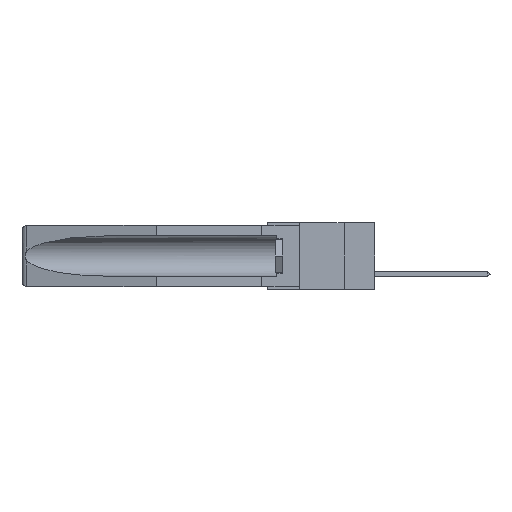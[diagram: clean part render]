
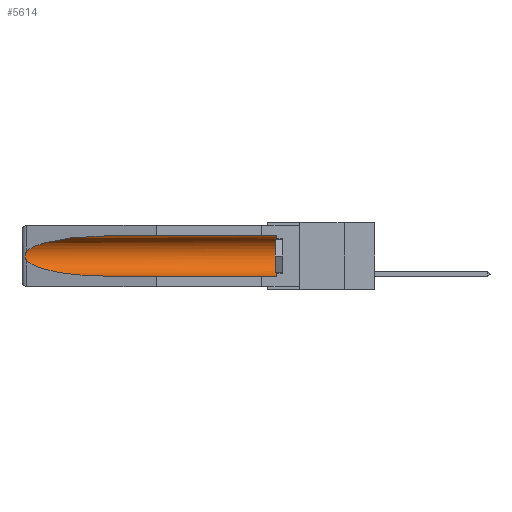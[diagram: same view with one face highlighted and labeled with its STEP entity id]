
A CAD part, left-side view. The second image highlights one B-rep face of the part: STEP entity #5614.
In plain terms, the highlighted cylindrical face has radius 2.857 mm (diameter 5.715 mm), a partial arc.
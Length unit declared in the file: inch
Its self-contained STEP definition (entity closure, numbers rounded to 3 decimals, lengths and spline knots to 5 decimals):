
#196 = ORIENTED_EDGE ( 'NONE', *, *, #2482, .T. ) ;
#232 = CARTESIAN_POINT ( 'NONE',  ( 0.155, 1.07973, -0.284 ) ) ;
#609 = CARTESIAN_POINT ( 'NONE',  ( 0.155, -0.30754, -0.1715 ) ) ;
#977 = ORIENTED_EDGE ( 'NONE', *, *, #16634, .T. ) ;
#1170 = CARTESIAN_POINT ( 'NONE',  ( 0.26654, 1.53092, -0.15636 ) ) ;
#1255 = CARTESIAN_POINT ( 'NONE',  ( 0.2675, 1.53308, -0.16763 ) ) ;
#2482 = EDGE_CURVE ( 'NONE', #18350, #12417, #11097, .T. ) ;
#2544 = DIRECTION ( 'NONE',  ( 0., 1., 0. ) ) ;
#2667 = AXIS2_PLACEMENT_3D ( 'NONE', #609, #2544, #6924 ) ;
#3021 = CARTESIAN_POINT ( 'NONE',  ( 0.26597, 1.5296, -0.19026 ) ) ;
#3190 = EDGE_LOOP ( 'NONE', ( #22658, #19278, #977, #19526, #8408, #196 ) ) ;
#3687 = CARTESIAN_POINT ( 'NONE',  ( 0.21114, 1.30732, -0.059 ) ) ;
#4224 = VERTEX_POINT ( 'NONE', #17443 ) ;
#4370 =( BOUNDED_CURVE ( )  B_SPLINE_CURVE ( 3, ( #9246, #3687, #17047, #11063 ),
 .UNSPECIFIED., .F., .F. ) 
 B_SPLINE_CURVE_WITH_KNOTS ( ( 4, 4 ),
 ( 4.71239, 6.08839 ),
 .UNSPECIFIED. ) 
 CURVE ( )  GEOMETRIC_REPRESENTATION_ITEM ( )  RATIONAL_B_SPLINE_CURVE ( ( 1., 0.848, 0.848, 1. ) ) 
 REPRESENTATION_ITEM ( '' )  );
#4816 = FACE_OUTER_BOUND ( 'NONE', #3190, .T. ) ;
#5614 = ADVANCED_FACE ( 'NONE', ( #4816 ), #14579, .F. ) ;
#5942 = CARTESIAN_POINT ( 'NONE',  ( 0.155, -0.30754, -0.059 ) ) ;
#6389 = CARTESIAN_POINT ( 'NONE',  ( 0.26537, 1.52718, -0.19328 ) ) ;
#6488 = EDGE_CURVE ( 'NONE', #14860, #20900, #18324, .T. ) ;
#6792 = CARTESIAN_POINT ( 'NONE',  ( 0.2673, 1.5327, -0.16383 ) ) ;
#6924 = DIRECTION ( 'NONE',  ( 0., 0., 1. ) ) ;
#7399 = DIRECTION ( 'NONE',  ( 0., 0., 1. ) ) ;
#7813 = CARTESIAN_POINT ( 'NONE',  ( 0.155, -0.30754, -0.284 ) ) ;
#8408 = ORIENTED_EDGE ( 'NONE', *, *, #23670, .T. ) ;
#8827 = CARTESIAN_POINT ( 'NONE',  ( 0.26537, 1.52718, -0.14972 ) ) ;
#9246 = CARTESIAN_POINT ( 'NONE',  ( 0.155, 1.07973, -0.059 ) ) ;
#10675 = CARTESIAN_POINT ( 'NONE',  ( 0.26597, 1.52961, -0.15275 ) ) ;
#11063 = CARTESIAN_POINT ( 'NONE',  ( 0.26537, 1.52718, -0.14972 ) ) ;
#11097 = LINE ( 'NONE', #5942, #11702 ) ;
#11547 = CARTESIAN_POINT ( 'NONE',  ( 0.26537, 1.52718, -0.14972 ) ) ;
#11702 = VECTOR ( 'NONE', #17302, 39.37008 ) ;
#12350 = CARTESIAN_POINT ( 'NONE',  ( 0.155, 1.07973, -0.059 ) ) ;
#12417 = VERTEX_POINT ( 'NONE', #12350 ) ;
#12999 = CARTESIAN_POINT ( 'NONE',  ( 0.155, 0.126, -0.1715 ) ) ;
#13083 = LINE ( 'NONE', #7813, #15498 ) ;
#13102 = VERTEX_POINT ( 'NONE', #19271 ) ;
#13422 = DIRECTION ( 'NONE',  ( 0., 1., 0. ) ) ;
#13853 = CARTESIAN_POINT ( 'NONE',  ( 0.21114, 1.30732, -0.284 ) ) ;
#14223 = CARTESIAN_POINT ( 'NONE',  ( 0.2675, 1.53308, -0.17534 ) ) ;
#14386 = CARTESIAN_POINT ( 'NONE',  ( 0.26655, 1.53094, -0.18657 ) ) ;
#14579 = CYLINDRICAL_SURFACE ( 'NONE', #2667, 0.1125 ) ;
#14860 = VERTEX_POINT ( 'NONE', #11547 ) ;
#15498 = VECTOR ( 'NONE', #13422, 39.37008 ) ;
#15633 = CARTESIAN_POINT ( 'NONE',  ( 0.26537, 1.52718, -0.19328 ) ) ;
#15834 = CARTESIAN_POINT ( 'NONE',  ( 0.26537, 1.52718, -0.19328 ) ) ;
#16002 = EDGE_CURVE ( 'NONE', #4224, #13102, #13083, .T. ) ;
#16227 = CARTESIAN_POINT ( 'NONE',  ( 0.2673, 1.53269, -0.17917 ) ) ;
#16435 = CIRCLE ( 'NONE', #17387, 0.1125 ) ;
#16634 = EDGE_CURVE ( 'NONE', #20900, #13102, #19413, .T. ) ;
#17047 = CARTESIAN_POINT ( 'NONE',  ( 0.25451, 1.48313, -0.09465 ) ) ;
#17302 = DIRECTION ( 'NONE',  ( 0., 1., 0. ) ) ;
#17387 = AXIS2_PLACEMENT_3D ( 'NONE', #12999, #24376, #7399 ) ;
#17443 = CARTESIAN_POINT ( 'NONE',  ( 0.155, 0.126, -0.284 ) ) ;
#17536 = CARTESIAN_POINT ( 'NONE',  ( 0.25451, 1.48313, -0.24835 ) ) ;
#18324 = B_SPLINE_CURVE_WITH_KNOTS ( 'NONE', 3,
 ( #8827, #10675, #1170, #6792, #1255, #14223, #16227, #14386, #3021, #6389 ),
 .UNSPECIFIED., .F., .F.,
 ( 4, 2, 2, 2, 4 ),
 ( 0., 0.00029, 0.00058, 0.00087, 0.00117 ),
 .UNSPECIFIED. ) ;
#18350 = VERTEX_POINT ( 'NONE', #20117 ) ;
#18755 = EDGE_CURVE ( 'NONE', #12417, #14860, #4370, .T. ) ;
#19271 = CARTESIAN_POINT ( 'NONE',  ( 0.155, 1.07973, -0.284 ) ) ;
#19278 = ORIENTED_EDGE ( 'NONE', *, *, #6488, .T. ) ;
#19413 =( BOUNDED_CURVE ( )  B_SPLINE_CURVE ( 3, ( #15633, #17536, #13853, #232 ),
 .UNSPECIFIED., .F., .F. ) 
 B_SPLINE_CURVE_WITH_KNOTS ( ( 4, 4 ),
 ( 0.1948, 1.5708 ),
 .UNSPECIFIED. ) 
 CURVE ( )  GEOMETRIC_REPRESENTATION_ITEM ( )  RATIONAL_B_SPLINE_CURVE ( ( 1., 0.848, 0.848, 1. ) ) 
 REPRESENTATION_ITEM ( '' )  );
#19526 = ORIENTED_EDGE ( 'NONE', *, *, #16002, .F. ) ;
#20117 = CARTESIAN_POINT ( 'NONE',  ( 0.155, 0.126, -0.059 ) ) ;
#20900 = VERTEX_POINT ( 'NONE', #15834 ) ;
#22658 = ORIENTED_EDGE ( 'NONE', *, *, #18755, .T. ) ;
#23670 = EDGE_CURVE ( 'NONE', #4224, #18350, #16435, .T. ) ;
#24376 = DIRECTION ( 'NONE',  ( 0., -1., 0. ) ) ;
